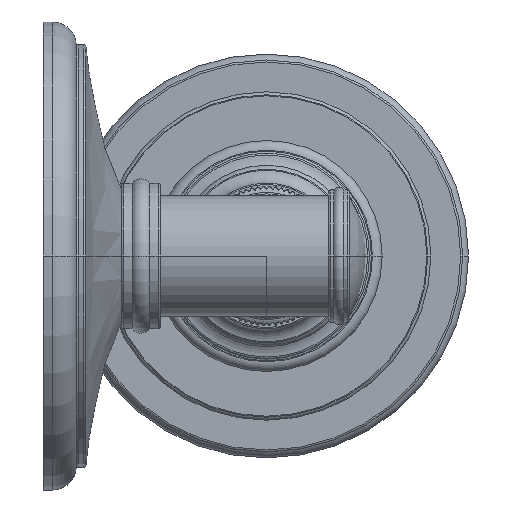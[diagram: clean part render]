
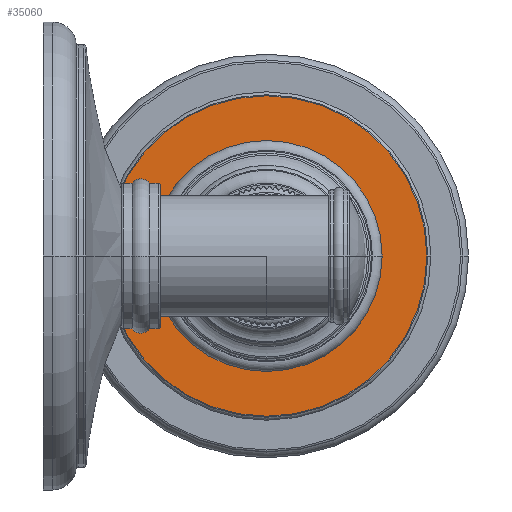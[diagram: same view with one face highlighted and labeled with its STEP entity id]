
A CAD part, front view. The second image highlights one B-rep face of the part: STEP entity #35060.
In plain terms, the highlighted planar face has unit normal (0, -1, 0).
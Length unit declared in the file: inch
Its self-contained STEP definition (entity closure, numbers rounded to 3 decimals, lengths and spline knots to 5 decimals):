
#12468=CARTESIAN_POINT('',(1.47205,4.1237,0.));
#12469=DIRECTION('',(0.,1.,0.));
#12470=DIRECTION('',(1.,0.,0.));
#12471=AXIS2_PLACEMENT_3D('',#12468,#12469,#12470);
#12473=CARTESIAN_POINT('',(1.47205,4.1237,0.));
#12474=DIRECTION('',(0.,-1.,0.));
#12475=DIRECTION('',(1.,0.,0.));
#12476=AXIS2_PLACEMENT_3D('',#12473,#12474,#12475);
#12478=CARTESIAN_POINT('',(1.47205,4.1237,0.));
#12479=DIRECTION('',(0.,-1.,0.));
#12480=DIRECTION('',(-1.,0.,0.));
#12481=AXIS2_PLACEMENT_3D('',#12478,#12479,#12480);
#14498=CARTESIAN_POINT('',(1.47205,4.1237,0.));
#14499=DIRECTION('',(0.,1.,0.));
#14500=DIRECTION('',(-1.,0.,0.));
#14501=AXIS2_PLACEMENT_3D('',#14498,#14499,#14500);
#15843=CARTESIAN_POINT('',(2.64276,4.1237,0.));
#15844=CARTESIAN_POINT('',(0.30134,4.1237,0.));
#15845=VERTEX_POINT('',#15843);
#15846=VERTEX_POINT('',#15844);
#15855=CARTESIAN_POINT('',(3.09626,4.1237,0.));
#15856=CARTESIAN_POINT('',(-0.15217,4.1237,0.));
#15857=VERTEX_POINT('',#15855);
#15858=VERTEX_POINT('',#15856);
#35044=CARTESIAN_POINT('',(1.47205,4.1237,0.));
#35045=DIRECTION('',(0.,1.,0.));
#35046=DIRECTION('',(1.,0.,0.));
#35047=AXIS2_PLACEMENT_3D('',#35044,#35045,#35046);
#35048=PLANE('',#35047);
#35050=ORIENTED_EDGE('',*,*,#35049,.F.);
#35052=ORIENTED_EDGE('',*,*,#35051,.F.);
#35053=EDGE_LOOP('',(#35050,#35052));
#35054=FACE_OUTER_BOUND('',#35053,.F.);
#35055=ORIENTED_EDGE('',*,*,#35034,.F.);
#35057=ORIENTED_EDGE('',*,*,#35056,.F.);
#35058=EDGE_LOOP('',(#35055,#35057));
#35059=FACE_BOUND('',#35058,.F.);
#35060=ADVANCED_FACE('',(#35054,#35059),#35048,.F.);
#12472=CIRCLE('',#12471,1.17071);
#12477=CIRCLE('',#12476,1.62421);
#12482=CIRCLE('',#12481,1.62421);
#14502=CIRCLE('',#14501,1.17071);
#35034=EDGE_CURVE('',#15845,#15846,#12472,.T.);
#35049=EDGE_CURVE('',#15857,#15858,#12477,.T.);
#35051=EDGE_CURVE('',#15858,#15857,#12482,.T.);
#35056=EDGE_CURVE('',#15846,#15845,#14502,.T.);
